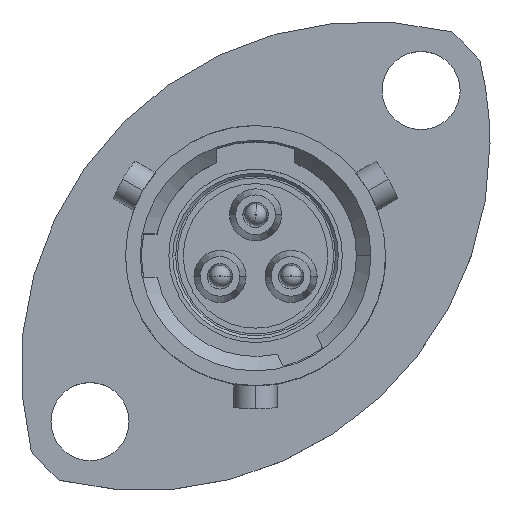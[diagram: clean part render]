
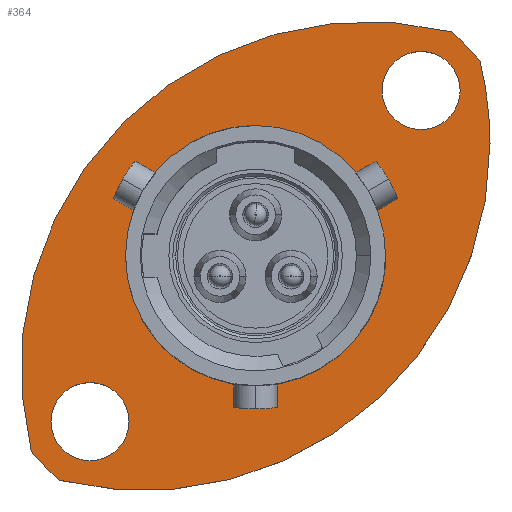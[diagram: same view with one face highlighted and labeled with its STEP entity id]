
A CAD part, top view. The second image highlights one B-rep face of the part: STEP entity #364.
In plain terms, the highlighted planar face has unit normal (0, 0, 1).
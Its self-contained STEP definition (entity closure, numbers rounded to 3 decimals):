
#243 = CIRCLE ( 'NONE', #12485, 1.35 ) ;
#364 = ADVANCED_FACE ( 'NONE', ( #6324, #8746, #3822, #7304 ), #3492, .F. ) ;
#413 = DIRECTION ( 'NONE',  ( 0., 0., -1. ) ) ;
#449 = CARTESIAN_POINT ( 'NONE',  ( 6.774, 7.759, -9. ) ) ;
#561 = AXIS2_PLACEMENT_3D ( 'NONE', #5846, #11836, #12890 ) ;
#564 = EDGE_CURVE ( 'NONE', #8226, #6198, #8594, .T. ) ;
#831 = VERTEX_POINT ( 'NONE', #3539 ) ;
#927 = CARTESIAN_POINT ( 'NONE',  ( -4.5, 0., -9. ) ) ;
#1035 = DIRECTION ( 'NONE',  ( 1., 0., 0. ) ) ;
#1142 = VERTEX_POINT ( 'NONE', #3064 ) ;
#1182 = ORIENTED_EDGE ( 'NONE', *, *, #2638, .F. ) ;
#1351 = CARTESIAN_POINT ( 'NONE',  ( 8.111, 3.889, -9. ) ) ;
#1400 = DIRECTION ( 'NONE',  ( 1., 0., 0. ) ) ;
#1461 = ORIENTED_EDGE ( 'NONE', *, *, #7810, .F. ) ;
#1495 = AXIS2_PLACEMENT_3D ( 'NONE', #10917, #1779, #4850 ) ;
#1706 = AXIS2_PLACEMENT_3D ( 'NONE', #6670, #413, #5459 ) ;
#1779 = DIRECTION ( 'NONE',  ( 0., 0., 1. ) ) ;
#2024 = EDGE_CURVE ( 'NONE', #831, #1142, #10222, .T. ) ;
#2117 = DIRECTION ( 'NONE',  ( 1., 0., 0. ) ) ;
#2638 = EDGE_CURVE ( 'NONE', #11624, #11195, #10030, .T. ) ;
#2655 = DIRECTION ( 'NONE',  ( 1., 0., 0. ) ) ;
#2766 = DIRECTION ( 'NONE',  ( 0., 0., -1. ) ) ;
#3029 = AXIS2_PLACEMENT_3D ( 'NONE', #6723, #3689, #2655 ) ;
#3064 = CARTESIAN_POINT ( 'NONE',  ( -4.378, -5.728, -9. ) ) ;
#3190 = ORIENTED_EDGE ( 'NONE', *, *, #5489, .F. ) ;
#3205 = EDGE_CURVE ( 'NONE', #12555, #12015, #3673, .T. ) ;
#3284 = DIRECTION ( 'NONE',  ( 0., 0., 1. ) ) ;
#3289 = DIRECTION ( 'NONE',  ( 0., 0., 1. ) ) ;
#3299 = ORIENTED_EDGE ( 'NONE', *, *, #3205, .F. ) ;
#3331 = AXIS2_PLACEMENT_3D ( 'NONE', #5841, #2766, #9818 ) ;
#3344 = CARTESIAN_POINT ( 'NONE',  ( 4.378, 5.728, -9. ) ) ;
#3492 = PLANE ( 'NONE',  #5145 ) ;
#3499 = CARTESIAN_POINT ( 'NONE',  ( 7.759, 6.774, -9. ) ) ;
#3532 = EDGE_CURVE ( 'NONE', #9984, #6198, #6883, .T. ) ;
#3539 = CARTESIAN_POINT ( 'NONE',  ( -7.078, -5.728, -9. ) ) ;
#3673 = CIRCLE ( 'NONE', #12258, 4.5 ) ;
#3689 = DIRECTION ( 'NONE',  ( 0., 0., 1. ) ) ;
#3822 = FACE_BOUND ( 'NONE', #13095, .T. ) ;
#3896 = AXIS2_PLACEMENT_3D ( 'NONE', #8301, #3284, #1035 ) ;
#4477 = AXIS2_PLACEMENT_3D ( 'NONE', #7019, #9951, #6967 ) ;
#4680 = DIRECTION ( 'NONE',  ( -1., 0., 0. ) ) ;
#4850 = DIRECTION ( 'NONE',  ( 1., 0., 0. ) ) ;
#5145 = AXIS2_PLACEMENT_3D ( 'NONE', #5484, #8763, #4680 ) ;
#5187 = VERTEX_POINT ( 'NONE', #3344 ) ;
#5306 = ORIENTED_EDGE ( 'NONE', *, *, #7489, .F. ) ;
#5459 = DIRECTION ( 'NONE',  ( 1., 0., 0. ) ) ;
#5484 = CARTESIAN_POINT ( 'NONE',  ( 0., 4.5, -9. ) ) ;
#5489 = EDGE_CURVE ( 'NONE', #12568, #5187, #243, .T. ) ;
#5552 = CIRCLE ( 'NONE', #12159, 10.3 ) ;
#5558 = ORIENTED_EDGE ( 'NONE', *, *, #2024, .F. ) ;
#5841 = CARTESIAN_POINT ( 'NONE',  ( -3.889, 3.889, -9. ) ) ;
#5846 = CARTESIAN_POINT ( 'NONE',  ( -3.889, 3.889, -9. ) ) ;
#5867 = ORIENTED_EDGE ( 'NONE', *, *, #564, .T. ) ;
#5879 = ORIENTED_EDGE ( 'NONE', *, *, #11822, .F. ) ;
#5899 = ORIENTED_EDGE ( 'NONE', *, *, #3532, .F. ) ;
#5996 = DIRECTION ( 'NONE',  ( 0., 0., 1. ) ) ;
#6078 = CIRCLE ( 'NONE', #13055, 4.5 ) ;
#6105 = DIRECTION ( 'NONE',  ( 1., 0., 0. ) ) ;
#6176 = CARTESIAN_POINT ( 'NONE',  ( 0., 0., -9. ) ) ;
#6198 = VERTEX_POINT ( 'NONE', #449 ) ;
#6324 = FACE_BOUND ( 'NONE', #13209, .T. ) ;
#6515 = CARTESIAN_POINT ( 'NONE',  ( 7.078, 5.728, -9. ) ) ;
#6650 = CARTESIAN_POINT ( 'NONE',  ( 4.5, 0., -9. ) ) ;
#6670 = CARTESIAN_POINT ( 'NONE',  ( 3.889, -3.889, -9. ) ) ;
#6723 = CARTESIAN_POINT ( 'NONE',  ( -5.728, -5.728, -9. ) ) ;
#6883 = CIRCLE ( 'NONE', #1706, 12. ) ;
#6967 = DIRECTION ( 'NONE',  ( 1., 0., 0. ) ) ;
#7019 = CARTESIAN_POINT ( 'NONE',  ( 0., 0., -9. ) ) ;
#7218 = CIRCLE ( 'NONE', #1495, 1.35 ) ;
#7304 = FACE_OUTER_BOUND ( 'NONE', #9403, .T. ) ;
#7489 = EDGE_CURVE ( 'NONE', #1142, #831, #8076, .T. ) ;
#7810 = EDGE_CURVE ( 'NONE', #8226, #11624, #9481, .T. ) ;
#8076 = CIRCLE ( 'NONE', #3896, 1.35 ) ;
#8084 = CARTESIAN_POINT ( 'NONE',  ( -7.759, -6.774, -9. ) ) ;
#8226 = VERTEX_POINT ( 'NONE', #3499 ) ;
#8301 = CARTESIAN_POINT ( 'NONE',  ( -5.728, -5.728, -9. ) ) ;
#8311 = DIRECTION ( 'NONE',  ( 0., 0., 1. ) ) ;
#8540 = ORIENTED_EDGE ( 'NONE', *, *, #12914, .T. ) ;
#8594 = CIRCLE ( 'NONE', #4477, 10.3 ) ;
#8746 = FACE_BOUND ( 'NONE', #11640, .T. ) ;
#8751 = ORIENTED_EDGE ( 'NONE', *, *, #12056, .F. ) ;
#8763 = DIRECTION ( 'NONE',  ( 0., 0., -1. ) ) ;
#9113 = CARTESIAN_POINT ( 'NONE',  ( 0., 0., -9. ) ) ;
#9403 = EDGE_LOOP ( 'NONE', ( #8540, #1182, #1461, #5867, #5899 ) ) ;
#9481 = CIRCLE ( 'NONE', #561, 12. ) ;
#9818 = DIRECTION ( 'NONE',  ( 1., 0., 0. ) ) ;
#9951 = DIRECTION ( 'NONE',  ( 0., 0., 1. ) ) ;
#9984 = VERTEX_POINT ( 'NONE', #8084 ) ;
#10030 = CIRCLE ( 'NONE', #3331, 12. ) ;
#10053 = CARTESIAN_POINT ( 'NONE',  ( 5.728, 5.728, -9. ) ) ;
#10222 = CIRCLE ( 'NONE', #3029, 1.35 ) ;
#10846 = CARTESIAN_POINT ( 'NONE',  ( -6.774, -7.759, -9. ) ) ;
#10917 = CARTESIAN_POINT ( 'NONE',  ( 5.728, 5.728, -9. ) ) ;
#11190 = DIRECTION ( 'NONE',  ( 0., 0., 1. ) ) ;
#11195 = VERTEX_POINT ( 'NONE', #10846 ) ;
#11491 = CARTESIAN_POINT ( 'NONE',  ( 0., 0., -9. ) ) ;
#11624 = VERTEX_POINT ( 'NONE', #1351 ) ;
#11640 = EDGE_LOOP ( 'NONE', ( #3190, #5879 ) ) ;
#11822 = EDGE_CURVE ( 'NONE', #5187, #12568, #7218, .T. ) ;
#11836 = DIRECTION ( 'NONE',  ( 0., 0., -1. ) ) ;
#12015 = VERTEX_POINT ( 'NONE', #927 ) ;
#12056 = EDGE_CURVE ( 'NONE', #12015, #12555, #6078, .T. ) ;
#12159 = AXIS2_PLACEMENT_3D ( 'NONE', #6176, #8311, #2117 ) ;
#12258 = AXIS2_PLACEMENT_3D ( 'NONE', #11491, #3289, #1400 ) ;
#12485 = AXIS2_PLACEMENT_3D ( 'NONE', #10053, #5996, #12988 ) ;
#12555 = VERTEX_POINT ( 'NONE', #6650 ) ;
#12568 = VERTEX_POINT ( 'NONE', #6515 ) ;
#12890 = DIRECTION ( 'NONE',  ( 1., 0., 0. ) ) ;
#12914 = EDGE_CURVE ( 'NONE', #9984, #11195, #5552, .T. ) ;
#12988 = DIRECTION ( 'NONE',  ( 1., 0., 0. ) ) ;
#13055 = AXIS2_PLACEMENT_3D ( 'NONE', #9113, #11190, #6105 ) ;
#13095 = EDGE_LOOP ( 'NONE', ( #3299, #8751 ) ) ;
#13209 = EDGE_LOOP ( 'NONE', ( #5306, #5558 ) ) ;
